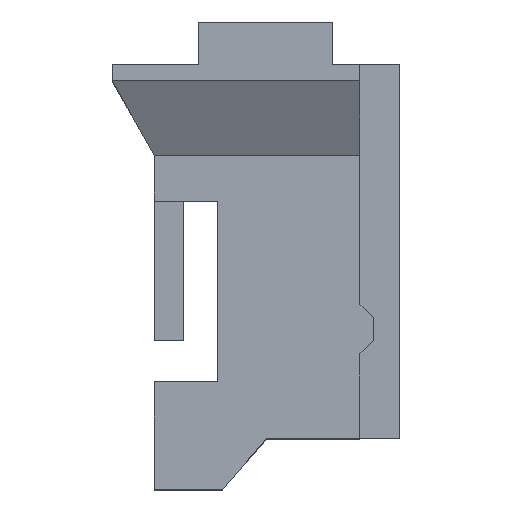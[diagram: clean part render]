
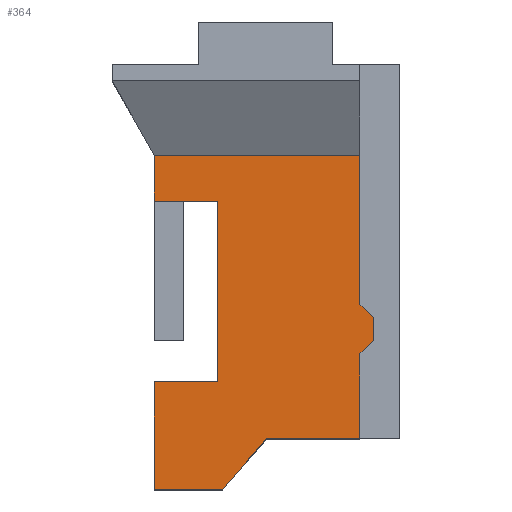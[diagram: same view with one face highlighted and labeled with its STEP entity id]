
A CAD part, top view. The second image highlights one B-rep face of the part: STEP entity #364.
In plain terms, the highlighted planar face has unit normal (0, 0, 1).
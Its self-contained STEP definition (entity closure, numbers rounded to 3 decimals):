
#48 = ORIENTED_EDGE ( 'NONE', *, *, #456, .F. ) ;
#118 = CARTESIAN_POINT ( 'NONE',  ( 0.066, 0.762, 2.265 ) ) ;
#128 = CARTESIAN_POINT ( 'NONE',  ( 1.463, 0., 2.265 ) ) ;
#182 = LINE ( 'NONE', #2276, #1917 ) ;
#183 = EDGE_CURVE ( 'NONE', #3170, #2972, #1793, .T. ) ;
#227 = CARTESIAN_POINT ( 'NONE',  ( -0.675, 4.318, 2.265 ) ) ;
#363 = LINE ( 'NONE', #4526, #4338 ) ;
#364 = ADVANCED_FACE ( 'NONE', ( #3023 ), #3000, .F. ) ;
#414 = CARTESIAN_POINT ( 'NONE',  ( -1.615, 5.004, 2.265 ) ) ;
#456 = EDGE_CURVE ( 'NONE', #819, #2812, #1616, .T. ) ;
#491 = ORIENTED_EDGE ( 'NONE', *, *, #3472, .F. ) ;
#509 = ORIENTED_EDGE ( 'NONE', *, *, #1909, .T. ) ;
#583 = EDGE_CURVE ( 'NONE', #819, #3273, #5197, .T. ) ;
#624 = CARTESIAN_POINT ( 'NONE',  ( 1.463, 0., 2.265 ) ) ;
#676 = VECTOR ( 'NONE', #1582, 1000. ) ;
#774 = ORIENTED_EDGE ( 'NONE', *, *, #4339, .F. ) ;
#819 = VERTEX_POINT ( 'NONE', #1961 ) ;
#889 = ORIENTED_EDGE ( 'NONE', *, *, #1182, .T. ) ;
#1012 = VERTEX_POINT ( 'NONE', #3420 ) ;
#1018 = LINE ( 'NONE', #118, #2896 ) ;
#1096 = DIRECTION ( 'NONE',  ( 0., 0., -1. ) ) ;
#1155 = LINE ( 'NONE', #4467, #1290 ) ;
#1174 = DIRECTION ( 'NONE',  ( 0., -1., 0. ) ) ;
#1182 = EDGE_CURVE ( 'NONE', #1752, #4671, #363, .T. ) ;
#1210 = DIRECTION ( 'NONE',  ( -1., 0., 0. ) ) ;
#1265 = ORIENTED_EDGE ( 'NONE', *, *, #3800, .T. ) ;
#1290 = VECTOR ( 'NONE', #3976, 1000. ) ;
#1304 = AXIS2_PLACEMENT_3D ( 'NONE', #5101, #1096, #1210 ) ;
#1377 = DIRECTION ( 'NONE',  ( 0., 1., 0. ) ) ;
#1440 = DIRECTION ( 'NONE',  ( -1., 0., 0. ) ) ;
#1471 = ORIENTED_EDGE ( 'NONE', *, *, #3845, .T. ) ;
#1485 = CARTESIAN_POINT ( 'NONE',  ( 1.463, 2.032, 2.265 ) ) ;
#1566 = CARTESIAN_POINT ( 'NONE',  ( -2.25, 0., 2.265 ) ) ;
#1582 = DIRECTION ( 'NONE',  ( 0., 1., 0. ) ) ;
#1586 = CARTESIAN_POINT ( 'NONE',  ( 1.463, 5.004, 2.265 ) ) ;
#1608 = EDGE_CURVE ( 'NONE', #2150, #3170, #1018, .T. ) ;
#1616 = LINE ( 'NONE', #2046, #676 ) ;
#1673 = VERTEX_POINT ( 'NONE', #3132 ) ;
#1729 = EDGE_LOOP ( 'NONE', ( #48, #2453, #1265, #1471, #509, #2418, #2633, #3271, #2068, #3569, #2621, #491, #889, #774 ) ) ;
#1752 = VERTEX_POINT ( 'NONE', #414 ) ;
#1793 = LINE ( 'NONE', #624, #5115 ) ;
#1818 = DIRECTION ( 'NONE',  ( 0.655, 0.756, 0. ) ) ;
#1821 = VECTOR ( 'NONE', #1947, 1000. ) ;
#1909 = EDGE_CURVE ( 'NONE', #2001, #2150, #2228, .T. ) ;
#1917 = VECTOR ( 'NONE', #3916, 1000. ) ;
#1947 = DIRECTION ( 'NONE',  ( 1., 0., 0. ) ) ;
#1961 = CARTESIAN_POINT ( 'NONE',  ( -0.675, 1.613, 2.265 ) ) ;
#1972 = LINE ( 'NONE', #3258, #3209 ) ;
#1996 = CARTESIAN_POINT ( 'NONE',  ( -0.675, 4.318, 2.265 ) ) ;
#2001 = VERTEX_POINT ( 'NONE', #4117 ) ;
#2046 = CARTESIAN_POINT ( 'NONE',  ( -0.675, 4.318, 2.265 ) ) ;
#2068 = ORIENTED_EDGE ( 'NONE', *, *, #3525, .T. ) ;
#2150 = VERTEX_POINT ( 'NONE', #3029 ) ;
#2228 = LINE ( 'NONE', #2659, #2983 ) ;
#2238 = DIRECTION ( 'NONE',  ( 1., 0., 0. ) ) ;
#2254 = DIRECTION ( 'NONE',  ( 0., 1., 0. ) ) ;
#2263 = LINE ( 'NONE', #3040, #3629 ) ;
#2276 = CARTESIAN_POINT ( 'NONE',  ( 1.463, 2.772, 2.265 ) ) ;
#2320 = VERTEX_POINT ( 'NONE', #1586 ) ;
#2333 = VECTOR ( 'NONE', #4300, 1000. ) ;
#2418 = ORIENTED_EDGE ( 'NONE', *, *, #1608, .T. ) ;
#2453 = ORIENTED_EDGE ( 'NONE', *, *, #583, .T. ) ;
#2621 = ORIENTED_EDGE ( 'NONE', *, *, #4538, .T. ) ;
#2633 = ORIENTED_EDGE ( 'NONE', *, *, #183, .T. ) ;
#2642 = VERTEX_POINT ( 'NONE', #4519 ) ;
#2659 = CARTESIAN_POINT ( 'NONE',  ( -0.595, 0., 2.265 ) ) ;
#2695 = CARTESIAN_POINT ( 'NONE',  ( 1.463, 0.762, 2.265 ) ) ;
#2786 = LINE ( 'NONE', #1566, #1821 ) ;
#2812 = VERTEX_POINT ( 'NONE', #1996 ) ;
#2896 = VECTOR ( 'NONE', #2238, 1000. ) ;
#2972 = VERTEX_POINT ( 'NONE', #5246 ) ;
#2983 = VECTOR ( 'NONE', #1818, 1000. ) ;
#3000 = PLANE ( 'NONE',  #1304 ) ;
#3023 = FACE_OUTER_BOUND ( 'NONE', #1729, .T. ) ;
#3029 = CARTESIAN_POINT ( 'NONE',  ( 0.066, 0.762, 2.265 ) ) ;
#3034 = LINE ( 'NONE', #128, #5095 ) ;
#3040 = CARTESIAN_POINT ( 'NONE',  ( -2.25, 5.004, 2.265 ) ) ;
#3041 = LINE ( 'NONE', #227, #2333 ) ;
#3091 = LINE ( 'NONE', #1485, #3378 ) ;
#3101 = CARTESIAN_POINT ( 'NONE',  ( -1.615, 1.613, 2.265 ) ) ;
#3132 = CARTESIAN_POINT ( 'NONE',  ( 1.463, 2.772, 2.265 ) ) ;
#3170 = VERTEX_POINT ( 'NONE', #2695 ) ;
#3209 = VECTOR ( 'NONE', #1174, 1000. ) ;
#3258 = CARTESIAN_POINT ( 'NONE',  ( -1.615, 5.004, 2.265 ) ) ;
#3268 = CARTESIAN_POINT ( 'NONE',  ( 1.666, 2.235, 2.265 ) ) ;
#3271 = ORIENTED_EDGE ( 'NONE', *, *, #4509, .T. ) ;
#3273 = VERTEX_POINT ( 'NONE', #3101 ) ;
#3326 = VERTEX_POINT ( 'NONE', #3268 ) ;
#3378 = VECTOR ( 'NONE', #4270, 1000. ) ;
#3420 = CARTESIAN_POINT ( 'NONE',  ( -1.615, 0., 2.265 ) ) ;
#3472 = EDGE_CURVE ( 'NONE', #1752, #2320, #2263, .T. ) ;
#3525 = EDGE_CURVE ( 'NONE', #3326, #2642, #1155, .T. ) ;
#3569 = ORIENTED_EDGE ( 'NONE', *, *, #5026, .T. ) ;
#3629 = VECTOR ( 'NONE', #5147, 1000. ) ;
#3800 = EDGE_CURVE ( 'NONE', #3273, #1012, #1972, .T. ) ;
#3845 = EDGE_CURVE ( 'NONE', #1012, #2001, #2786, .T. ) ;
#3876 = CARTESIAN_POINT ( 'NONE',  ( -1.615, 4.318, 2.265 ) ) ;
#3916 = DIRECTION ( 'NONE',  ( -0.707, 0.707, 0. ) ) ;
#3976 = DIRECTION ( 'NONE',  ( 0., 1., 0. ) ) ;
#4117 = CARTESIAN_POINT ( 'NONE',  ( -0.595, 0., 2.265 ) ) ;
#4270 = DIRECTION ( 'NONE',  ( 0.707, 0.707, 0. ) ) ;
#4300 = DIRECTION ( 'NONE',  ( -1., 0., 0. ) ) ;
#4338 = VECTOR ( 'NONE', #4903, 1000. ) ;
#4339 = EDGE_CURVE ( 'NONE', #2812, #4671, #3041, .T. ) ;
#4467 = CARTESIAN_POINT ( 'NONE',  ( 1.666, 2.569, 2.265 ) ) ;
#4509 = EDGE_CURVE ( 'NONE', #2972, #3326, #3091, .T. ) ;
#4519 = CARTESIAN_POINT ( 'NONE',  ( 1.666, 2.569, 2.265 ) ) ;
#4526 = CARTESIAN_POINT ( 'NONE',  ( -1.615, 5.004, 2.265 ) ) ;
#4538 = EDGE_CURVE ( 'NONE', #1673, #2320, #3034, .T. ) ;
#4671 = VERTEX_POINT ( 'NONE', #3876 ) ;
#4903 = DIRECTION ( 'NONE',  ( 0., -1., 0. ) ) ;
#5026 = EDGE_CURVE ( 'NONE', #2642, #1673, #182, .T. ) ;
#5095 = VECTOR ( 'NONE', #2254, 1000. ) ;
#5101 = CARTESIAN_POINT ( 'NONE',  ( -2.25, 0., 2.265 ) ) ;
#5115 = VECTOR ( 'NONE', #1377, 1000. ) ;
#5146 = CARTESIAN_POINT ( 'NONE',  ( -0.675, 1.613, 2.265 ) ) ;
#5147 = DIRECTION ( 'NONE',  ( 1., 0., 0. ) ) ;
#5197 = LINE ( 'NONE', #5146, #5302 ) ;
#5246 = CARTESIAN_POINT ( 'NONE',  ( 1.463, 2.032, 2.265 ) ) ;
#5302 = VECTOR ( 'NONE', #1440, 1000. ) ;
